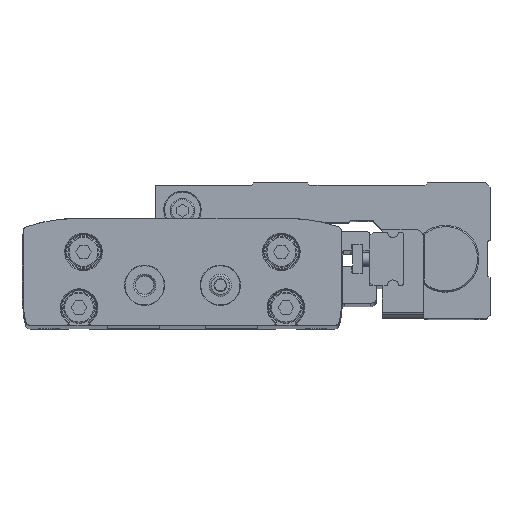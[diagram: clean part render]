
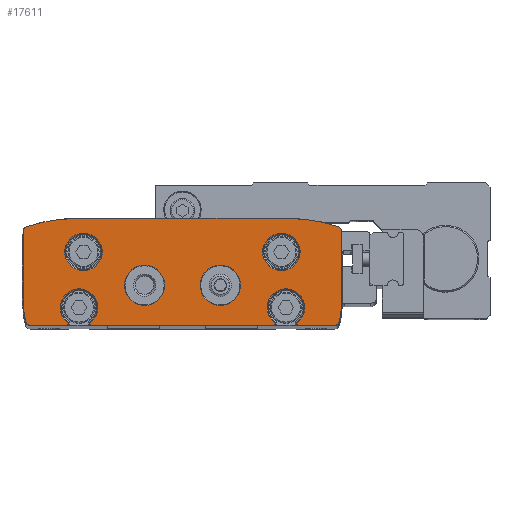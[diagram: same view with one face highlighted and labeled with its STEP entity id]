
A CAD part, top view. The second image highlights one B-rep face of the part: STEP entity #17611.
In plain terms, the highlighted planar face has unit normal (0, 0, 1).
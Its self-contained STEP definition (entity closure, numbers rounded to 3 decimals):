
#767=CIRCLE('',#21469,4.2);
#768=CIRCLE('',#21470,4.2);
#769=CIRCLE('',#21471,1.);
#770=CIRCLE('',#21472,15.);
#771=CIRCLE('',#21473,1.);
#772=CIRCLE('',#21474,35.);
#773=CIRCLE('',#21475,35.);
#774=CIRCLE('',#21476,1.);
#775=CIRCLE('',#21477,15.);
#776=CIRCLE('',#21478,1.);
#777=CIRCLE('',#21479,4.2);
#778=CIRCLE('',#21480,4.2);
#779=CIRCLE('',#21481,4.5);
#780=CIRCLE('',#21482,4.5);
#1756=ORIENTED_EDGE('',*,*,#6669,.F.);
#1757=ORIENTED_EDGE('',*,*,#6654,.T.);
#1758=ORIENTED_EDGE('',*,*,#6670,.T.);
#1759=ORIENTED_EDGE('',*,*,#6656,.F.);
#1760=ORIENTED_EDGE('',*,*,#6671,.F.);
#1761=ORIENTED_EDGE('',*,*,#6668,.T.);
#1762=ORIENTED_EDGE('',*,*,#6672,.T.);
#1763=ORIENTED_EDGE('',*,*,#6673,.T.);
#1764=ORIENTED_EDGE('',*,*,#6674,.T.);
#1765=ORIENTED_EDGE('',*,*,#6675,.T.);
#1766=ORIENTED_EDGE('',*,*,#6676,.T.);
#1767=ORIENTED_EDGE('',*,*,#6677,.T.);
#1768=ORIENTED_EDGE('',*,*,#6678,.T.);
#1769=ORIENTED_EDGE('',*,*,#6679,.T.);
#1770=ORIENTED_EDGE('',*,*,#6680,.T.);
#1771=ORIENTED_EDGE('',*,*,#6681,.T.);
#1772=ORIENTED_EDGE('',*,*,#6682,.T.);
#1773=ORIENTED_EDGE('',*,*,#6683,.T.);
#1774=ORIENTED_EDGE('',*,*,#6684,.T.);
#1775=ORIENTED_EDGE('',*,*,#6642,.F.);
#1776=ORIENTED_EDGE('',*,*,#6685,.F.);
#1777=ORIENTED_EDGE('',*,*,#6686,.F.);
#1778=ORIENTED_EDGE('',*,*,#6687,.F.);
#1779=ORIENTED_EDGE('',*,*,#6688,.F.);
#6642=EDGE_CURVE('',#9098,#9100,#10842,.T.);
#6654=EDGE_CURVE('',#9108,#9109,#10851,.T.);
#6656=EDGE_CURVE('',#9110,#9112,#10852,.T.);
#6668=EDGE_CURVE('',#9120,#9121,#10861,.T.);
#6669=EDGE_CURVE('',#9108,#9098,#767,.T.);
#6670=EDGE_CURVE('',#9109,#9112,#10862,.T.);
#6671=EDGE_CURVE('',#9120,#9110,#768,.T.);
#6672=EDGE_CURVE('',#9121,#9122,#10863,.T.);
#6673=EDGE_CURVE('',#9122,#9123,#769,.T.);
#6674=EDGE_CURVE('',#9123,#9124,#770,.T.);
#6675=EDGE_CURVE('',#9124,#9125,#10864,.T.);
#6676=EDGE_CURVE('',#9125,#9126,#771,.T.);
#6677=EDGE_CURVE('',#9126,#9127,#772,.T.);
#6678=EDGE_CURVE('',#9127,#9128,#10865,.T.);
#6679=EDGE_CURVE('',#9128,#9129,#773,.T.);
#6680=EDGE_CURVE('',#9129,#9130,#774,.T.);
#6681=EDGE_CURVE('',#9130,#9131,#10866,.T.);
#6682=EDGE_CURVE('',#9131,#9132,#775,.T.);
#6683=EDGE_CURVE('',#9132,#9133,#776,.T.);
#6684=EDGE_CURVE('',#9133,#9100,#10867,.T.);
#6685=EDGE_CURVE('',#9134,#9134,#777,.T.);
#6686=EDGE_CURVE('',#9135,#9135,#778,.T.);
#6687=EDGE_CURVE('',#9136,#9136,#779,.T.);
#6688=EDGE_CURVE('',#9137,#9137,#780,.T.);
#9098=VERTEX_POINT('',#29237);
#9100=VERTEX_POINT('',#29240);
#9108=VERTEX_POINT('',#29264);
#9109=VERTEX_POINT('',#29266);
#9110=VERTEX_POINT('',#29273);
#9112=VERTEX_POINT('',#29276);
#9120=VERTEX_POINT('',#29300);
#9121=VERTEX_POINT('',#29302);
#9122=VERTEX_POINT('',#29309);
#9123=VERTEX_POINT('',#29311);
#9124=VERTEX_POINT('',#29313);
#9125=VERTEX_POINT('',#29315);
#9126=VERTEX_POINT('',#29317);
#9127=VERTEX_POINT('',#29319);
#9128=VERTEX_POINT('',#29321);
#9129=VERTEX_POINT('',#29323);
#9130=VERTEX_POINT('',#29325);
#9131=VERTEX_POINT('',#29327);
#9132=VERTEX_POINT('',#29329);
#9133=VERTEX_POINT('',#29331);
#9134=VERTEX_POINT('',#29334);
#9135=VERTEX_POINT('',#29336);
#9136=VERTEX_POINT('',#29338);
#9137=VERTEX_POINT('',#29340);
#10842=LINE('',#29239,#12369);
#10851=LINE('',#29267,#12378);
#10852=LINE('',#29275,#12379);
#10861=LINE('',#29303,#12388);
#10862=LINE('',#29306,#12389);
#10863=LINE('',#29308,#12390);
#10864=LINE('',#29314,#12391);
#10865=LINE('',#29320,#12392);
#10866=LINE('',#29326,#12393);
#10867=LINE('',#29332,#12394);
#12369=VECTOR('',#23604,1000.);
#12378=VECTOR('',#23623,1000.);
#12379=VECTOR('',#23626,1000.);
#12388=VECTOR('',#23645,1000.);
#12389=VECTOR('',#23650,1000.);
#12390=VECTOR('',#23653,1000.);
#12391=VECTOR('',#23658,1000.);
#12392=VECTOR('',#23663,1000.);
#12393=VECTOR('',#23668,1000.);
#12394=VECTOR('',#23673,1000.);
#13863=EDGE_LOOP('',(#1756,#1757,#1758,#1759,#1760,#1761,#1762,#1763,#1764,
#1765,#1766,#1767,#1768,#1769,#1770,#1771,#1772,#1773,#1774,#1775));
#13864=EDGE_LOOP('',(#1776));
#13865=EDGE_LOOP('',(#1777));
#13866=EDGE_LOOP('',(#1778));
#13867=EDGE_LOOP('',(#1779));
#15452=FACE_BOUND('',#13863,.T.);
#15453=FACE_BOUND('',#13864,.T.);
#15454=FACE_BOUND('',#13865,.T.);
#15455=FACE_BOUND('',#13866,.T.);
#15456=FACE_BOUND('',#13867,.T.);
#17039=PLANE('',#21468);
#17611=ADVANCED_FACE('',(#15452,#15453,#15454,#15455,#15456),#17039,.T.);
#21468=AXIS2_PLACEMENT_3D('',#29304,#23646,#23647);
#21469=AXIS2_PLACEMENT_3D('',#29305,#23648,#23649);
#21470=AXIS2_PLACEMENT_3D('',#29307,#23651,#23652);
#21471=AXIS2_PLACEMENT_3D('',#29310,#23654,#23655);
#21472=AXIS2_PLACEMENT_3D('',#29312,#23656,#23657);
#21473=AXIS2_PLACEMENT_3D('',#29316,#23659,#23660);
#21474=AXIS2_PLACEMENT_3D('',#29318,#23661,#23662);
#21475=AXIS2_PLACEMENT_3D('',#29322,#23664,#23665);
#21476=AXIS2_PLACEMENT_3D('',#29324,#23666,#23667);
#21477=AXIS2_PLACEMENT_3D('',#29328,#23669,#23670);
#21478=AXIS2_PLACEMENT_3D('',#29330,#23671,#23672);
#21479=AXIS2_PLACEMENT_3D('',#29333,#23674,#23675);
#21480=AXIS2_PLACEMENT_3D('',#29335,#23676,#23677);
#21481=AXIS2_PLACEMENT_3D('',#29337,#23678,#23679);
#21482=AXIS2_PLACEMENT_3D('',#29339,#23680,#23681);
#23604=DIRECTION('',(0.,-1.,0.));
#23623=DIRECTION('',(0.,-1.,0.));
#23626=DIRECTION('',(0.,-1.,0.));
#23645=DIRECTION('',(0.,-1.,0.));
#23646=DIRECTION('',(0.,0.,1.));
#23647=DIRECTION('',(1.,0.,0.));
#23648=DIRECTION('',(0.,0.,1.));
#23649=DIRECTION('',(1.,0.,0.));
#23650=DIRECTION('',(1.,0.,0.));
#23651=DIRECTION('',(0.,0.,1.));
#23652=DIRECTION('',(1.,0.,0.));
#23653=DIRECTION('',(1.,0.,0.));
#23654=DIRECTION('',(0.,0.,1.));
#23655=DIRECTION('',(1.,0.,0.));
#23656=DIRECTION('',(0.,0.,1.));
#23657=DIRECTION('',(1.,0.,0.));
#23658=DIRECTION('',(0.,1.,0.));
#23659=DIRECTION('',(0.,0.,1.));
#23660=DIRECTION('',(1.,0.,0.));
#23661=DIRECTION('',(0.,0.,1.));
#23662=DIRECTION('',(1.,0.,0.));
#23663=DIRECTION('',(-1.,0.,0.));
#23664=DIRECTION('',(0.,0.,1.));
#23665=DIRECTION('',(1.,0.,0.));
#23666=DIRECTION('',(0.,0.,1.));
#23667=DIRECTION('',(1.,0.,0.));
#23668=DIRECTION('',(0.,-1.,0.));
#23669=DIRECTION('',(0.,0.,1.));
#23670=DIRECTION('',(1.,0.,0.));
#23671=DIRECTION('',(0.,0.,1.));
#23672=DIRECTION('',(1.,0.,0.));
#23673=DIRECTION('',(1.,0.,0.));
#23674=DIRECTION('',(0.,0.,1.));
#23675=DIRECTION('',(1.,0.,0.));
#23676=DIRECTION('',(0.,0.,1.));
#23677=DIRECTION('',(1.,0.,0.));
#23678=DIRECTION('',(0.,0.,1.));
#23679=DIRECTION('',(1.,0.,0.));
#23680=DIRECTION('',(0.,0.,1.));
#23681=DIRECTION('',(1.,0.,0.));
#29237=CARTESIAN_POINT('',(-25.7,0.625,230.));
#29239=CARTESIAN_POINT('',(-25.7,4.,230.));
#29240=CARTESIAN_POINT('',(-25.7,0.,230.));
#29264=CARTESIAN_POINT('',(-20.7,0.625,230.));
#29266=CARTESIAN_POINT('',(-20.7,0.,230.));
#29267=CARTESIAN_POINT('',(-20.7,4.,230.));
#29273=CARTESIAN_POINT('',(20.7,0.625,230.));
#29275=CARTESIAN_POINT('',(20.7,4.,230.));
#29276=CARTESIAN_POINT('',(20.7,0.,230.));
#29300=CARTESIAN_POINT('',(25.7,0.625,230.));
#29302=CARTESIAN_POINT('',(25.7,0.,230.));
#29303=CARTESIAN_POINT('',(25.7,4.,230.));
#29304=CARTESIAN_POINT('',(-20.7,5.,230.));
#29305=CARTESIAN_POINT('',(-23.2,4.,230.));
#29306=CARTESIAN_POINT('',(-34.116,0.,230.));
#29307=CARTESIAN_POINT('',(23.2,4.,230.));
#29308=CARTESIAN_POINT('',(-34.116,0.,230.));
#29309=CARTESIAN_POINT('',(34.116,0.,230.));
#29310=CARTESIAN_POINT('',(34.116,1.,230.));
#29311=CARTESIAN_POINT('',(35.075,0.714,230.));
#29312=CARTESIAN_POINT('',(20.7,5.,230.));
#29313=CARTESIAN_POINT('',(35.7,5.,230.));
#29314=CARTESIAN_POINT('',(35.7,5.,230.));
#29315=CARTESIAN_POINT('',(35.7,21.171,230.));
#29316=CARTESIAN_POINT('',(34.7,21.171,230.));
#29317=CARTESIAN_POINT('',(35.024,22.118,230.));
#29318=CARTESIAN_POINT('',(23.7,-11.,230.));
#29319=CARTESIAN_POINT('',(23.7,24.,230.));
#29320=CARTESIAN_POINT('',(23.7,24.,230.));
#29321=CARTESIAN_POINT('',(-23.7,24.,230.));
#29322=CARTESIAN_POINT('',(-23.7,-11.,230.));
#29323=CARTESIAN_POINT('',(-35.024,22.118,230.));
#29324=CARTESIAN_POINT('',(-34.7,21.171,230.));
#29325=CARTESIAN_POINT('',(-35.7,21.171,230.));
#29326=CARTESIAN_POINT('',(-35.7,21.171,230.));
#29327=CARTESIAN_POINT('',(-35.7,5.,230.));
#29328=CARTESIAN_POINT('',(-20.7,5.,230.));
#29329=CARTESIAN_POINT('',(-35.075,0.714,230.));
#29330=CARTESIAN_POINT('',(-34.116,1.,230.));
#29331=CARTESIAN_POINT('',(-34.116,0.,230.));
#29332=CARTESIAN_POINT('',(-34.116,0.,230.));
#29333=CARTESIAN_POINT('',(-22.2,16.5,230.));
#29334=CARTESIAN_POINT('',(-18.,16.5,230.));
#29335=CARTESIAN_POINT('',(22.2,16.5,230.));
#29336=CARTESIAN_POINT('',(26.4,16.5,230.));
#29337=CARTESIAN_POINT('',(-8.5,9.,230.));
#29338=CARTESIAN_POINT('',(-4.,9.,230.));
#29339=CARTESIAN_POINT('',(8.5,9.,230.));
#29340=CARTESIAN_POINT('',(13.,9.,230.));
